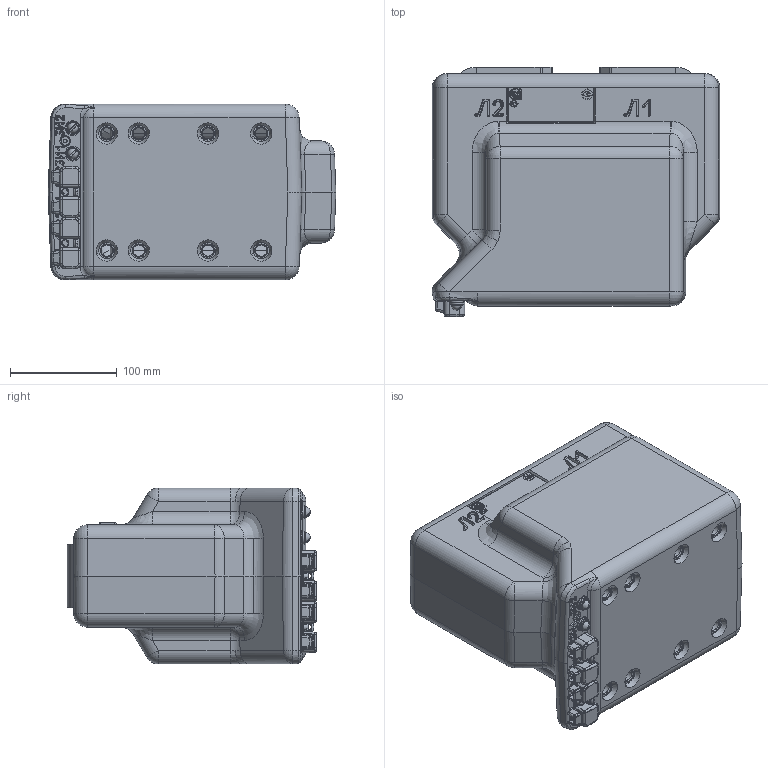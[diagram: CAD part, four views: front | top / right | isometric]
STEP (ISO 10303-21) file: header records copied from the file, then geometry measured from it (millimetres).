
FILE_DESCRIPTION (( 'STEP AP203' ), '1' );
FILE_NAME ('ﾒﾎﾋ-10-I-7(1000-2000)ﾀ.STEP', '2017-12-01T03:32:45', ( '' ), ( '' ), 'SwSTEP 2.0', 'SolidWorks 2010', '' );
FILE_SCHEMA (( 'CONFIG_CONTROL_DESIGN' ));
Length unit declared in the file: millimetre
Products named in the file (1): ﾒﾎﾋ-10-I-7(1000-2000)ﾀ
Bounding box: 270 x 234 x 165 mm (x, y, z)
Surface area: 272564.6 mm2 (no closed solid volume)
Topology: 0 solids, 33 shells, 823 faces, 2720 edges, 1862 vertices
Faces by surface type: plane 254, cylinder 243, bspline 170, cone 110, sphere 42, torus 4
Entity records: 34764 total; most frequent: CARTESIAN_POINT 12942, ORIENTED_EDGE 4406, DIRECTION 4233, EDGE_CURVE 2707, VERTEX_POINT 1862, AXIS2_PLACEMENT_3D 1508, LINE 1217, VECTOR 1217
